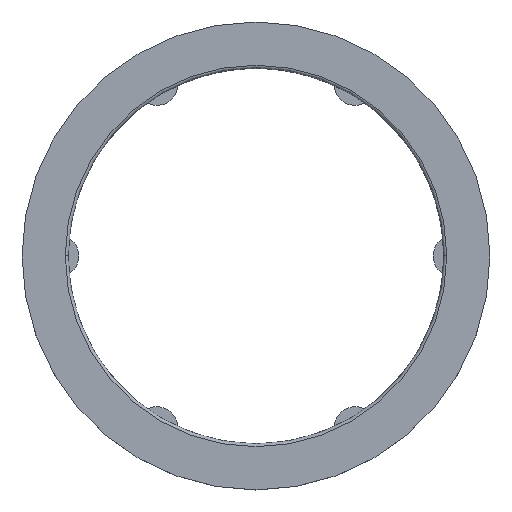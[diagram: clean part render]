
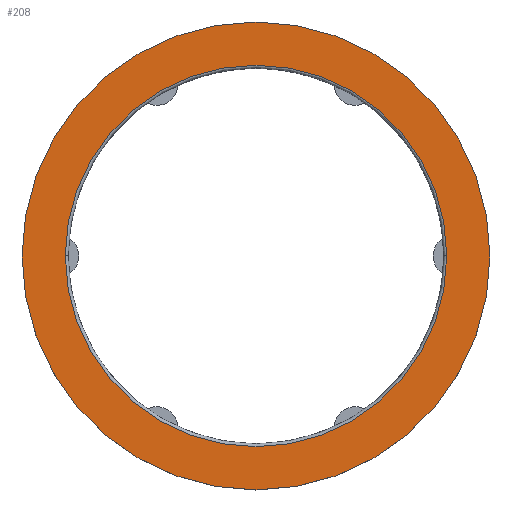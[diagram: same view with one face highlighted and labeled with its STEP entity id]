
A CAD part, top view. The second image highlights one B-rep face of the part: STEP entity #208.
In plain terms, the highlighted planar face has unit normal (0, 0, 1).
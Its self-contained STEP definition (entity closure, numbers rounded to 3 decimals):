
#36 = CARTESIAN_POINT ( 'NONE',  ( 16.5, 0., 2.5 ) ) ;
#58 = DIRECTION ( 'NONE',  ( 1., 0., 0. ) ) ;
#59 = DIRECTION ( 'NONE',  ( 0., 0., 1. ) ) ;
#60 = CARTESIAN_POINT ( 'NONE',  ( 0., 0., 2.5 ) ) ;
#61 = DIRECTION ( 'NONE',  ( 1., 0., 0. ) ) ;
#67 = DIRECTION ( 'NONE',  ( 0., 0., -1. ) ) ;
#68 = CARTESIAN_POINT ( 'NONE',  ( 0., 0., 2.5 ) ) ;
#75 = DIRECTION ( 'NONE',  ( 0., 0., 1. ) ) ;
#76 = CARTESIAN_POINT ( 'NONE',  ( 0., 0., 2.5 ) ) ;
#160 = DIRECTION ( 'NONE',  ( 1., 0., 0. ) ) ;
#182 = CARTESIAN_POINT ( 'NONE',  ( -16.5, 0., 2.5 ) ) ;
#208 = ADVANCED_FACE ( 'NONE', ( #639, #654 ), #354, .T. ) ;
#229 = EDGE_LOOP ( 'NONE', ( #739, #778 ) ) ;
#239 = VERTEX_POINT ( 'NONE', #306 ) ;
#255 = VERTEX_POINT ( 'NONE', #332 ) ;
#256 = EDGE_LOOP ( 'NONE', ( #705, #821 ) ) ;
#282 = DIRECTION ( 'NONE',  ( 0., 0., -1. ) ) ;
#283 = CARTESIAN_POINT ( 'NONE',  ( 0., 0., 2.5 ) ) ;
#284 = DIRECTION ( 'NONE',  ( 1., 0., 0. ) ) ;
#306 = CARTESIAN_POINT ( 'NONE',  ( 13.45, 0., 2.5 ) ) ;
#332 = CARTESIAN_POINT ( 'NONE',  ( -13.45, 0., 2.5 ) ) ;
#352 = DIRECTION ( 'NONE',  ( 1., 0., 0. ) ) ;
#354 = PLANE ( 'NONE',  #547 ) ;
#356 = CARTESIAN_POINT ( 'NONE',  ( 0., 0., 2.5 ) ) ;
#359 = DIRECTION ( 'NONE',  ( 0., 0., 1. ) ) ;
#461 = CIRCLE ( 'NONE', #507, 13.45 ) ;
#475 = CIRCLE ( 'NONE', #506, 16.5 ) ;
#506 = AXIS2_PLACEMENT_3D ( 'NONE', #60, #59, #58 ) ;
#507 = AXIS2_PLACEMENT_3D ( 'NONE', #68, #67, #61 ) ;
#521 = AXIS2_PLACEMENT_3D ( 'NONE', #76, #75, #160 ) ;
#526 = AXIS2_PLACEMENT_3D ( 'NONE', #283, #282, #284 ) ;
#547 = AXIS2_PLACEMENT_3D ( 'NONE', #356, #359, #352 ) ;
#584 = EDGE_CURVE ( 'NONE', #255, #239, #791, .T. ) ;
#589 = EDGE_CURVE ( 'NONE', #780, #837, #764, .T. ) ;
#618 = EDGE_CURVE ( 'NONE', #239, #255, #461, .T. ) ;
#619 = EDGE_CURVE ( 'NONE', #837, #780, #475, .T. ) ;
#639 = FACE_BOUND ( 'NONE', #256, .T. ) ;
#654 = FACE_OUTER_BOUND ( 'NONE', #229, .T. ) ;
#705 = ORIENTED_EDGE ( 'NONE', *, *, #618, .T. ) ;
#739 = ORIENTED_EDGE ( 'NONE', *, *, #619, .T. ) ;
#764 = CIRCLE ( 'NONE', #521, 16.5 ) ;
#778 = ORIENTED_EDGE ( 'NONE', *, *, #589, .T. ) ;
#780 = VERTEX_POINT ( 'NONE', #36 ) ;
#791 = CIRCLE ( 'NONE', #526, 13.45 ) ;
#821 = ORIENTED_EDGE ( 'NONE', *, *, #584, .T. ) ;
#837 = VERTEX_POINT ( 'NONE', #182 ) ;
